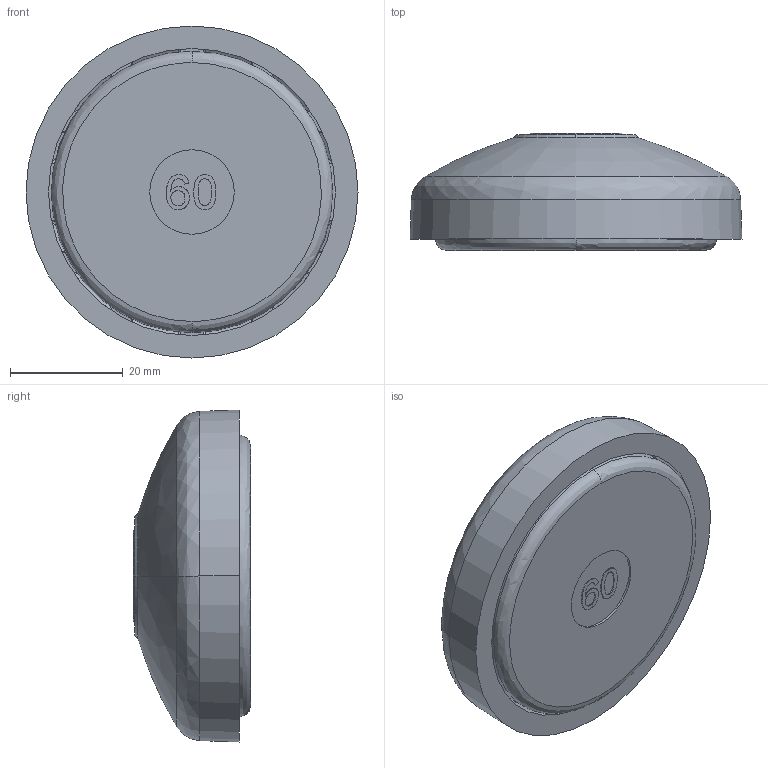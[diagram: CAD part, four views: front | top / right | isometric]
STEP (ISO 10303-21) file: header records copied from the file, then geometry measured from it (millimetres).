
FILE_DESCRIPTION (( 'STEP AP214' ), '1' );
FILE_NAME ('098d060zsg.STEP', '2014-08-11T10:02:50', ( '' ), ( '' ), 'SwSTEP 2.0', 'SolidWorks 2014', '' );
FILE_SCHEMA (( 'AUTOMOTIVE_DESIGN' ));
Length unit declared in the file: millimetre
Products named in the file (4): 098d060zsg; 098d060zr_098D060ZR; 098xd2_Standard; 098dg060_098 dg 060
Assembly tree (3 placements, depth 2):
  098d060zsg
    098d060zr_098D060ZR
    098xd2_Standard
    098dg060_098 dg 060
Bounding box: 59 x 20.8 x 59 mm (x, y, z)
Volume: 37979.7 mm3; surface area: 16105.5 mm2
Topology: 3 solids, 3 shells, 237 faces, 562 edges, 342 vertices
Faces by surface type: bspline 105, cylinder 68, plane 38, cone 26
Entity records: 14162 total; most frequent: CARTESIAN_POINT 6513, ORIENTED_EDGE 1124, DIRECTION 894, EDGE_CURVE 562, AXIS2_PLACEMENT_3D 378, VERTEX_POINT 342, EDGE_LOOP 252, UNCERTAINTY_MEASURE_WITH_UNIT 247
